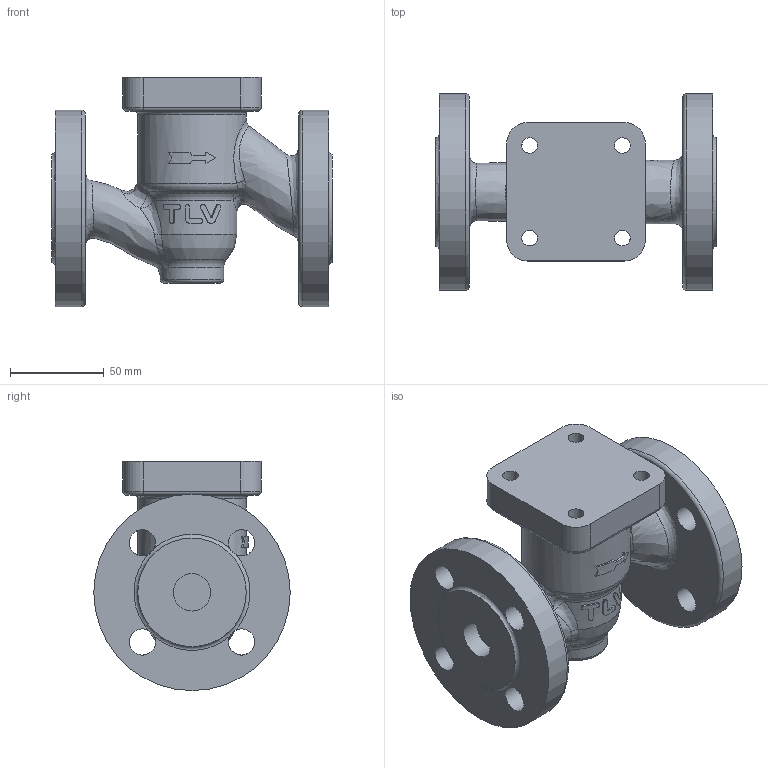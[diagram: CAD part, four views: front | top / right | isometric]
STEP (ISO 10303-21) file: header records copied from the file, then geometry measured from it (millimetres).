
FILE_DESCRIPTION(/* description */ (''),/* implementation_level */ '2;1');
FILE_NAME(/* name */ 'rct16-020-e0025-00.stp',/* time_stamp */ '2018-11-13T07:20:10+09:00',/* author */ ('nakaot'),/* organization */ (''),/* preprocessor_version */ 'ST-DEVELOPER v15.6',/* originating_system */ 'Autodesk Inventor 2015',/* authorisation */ '');
FILE_SCHEMA (('CONFIG_CONTROL_DESIGN','AP203_CONFIGURATION_CONTROLLED_3D_DESIGN_OF_MECHANICAL_PARTS_AND_ASSEMBLIES_MIM_LF'));
Length unit declared in the file: millimetre
Products named in the file (1): rct16-020-e0025-00
Bounding box: 150 x 105 x 122.5 mm (x, y, z)
Volume: 601730.2 mm3; surface area: 83823.5 mm2
Topology: 1 solids, 1 shells, 122 faces, 327 edges, 207 vertices
Faces by surface type: bspline 40, plane 31, cylinder 31, torus 15, sphere 4, cone 1
Full cylindrical faces by diameter (mm): 8.376 x4, 14 x8, 20 x2, 34 x1, 58 x1, 105 x2
Entity records: 5567 total; most frequent: CARTESIAN_POINT 2872, ORIENTED_EDGE 568, DIRECTION 482, EDGE_CURVE 284, AXIS2_PLACEMENT_3D 207, VERTEX_POINT 189, EDGE_LOOP 171, CIRCLE 124
